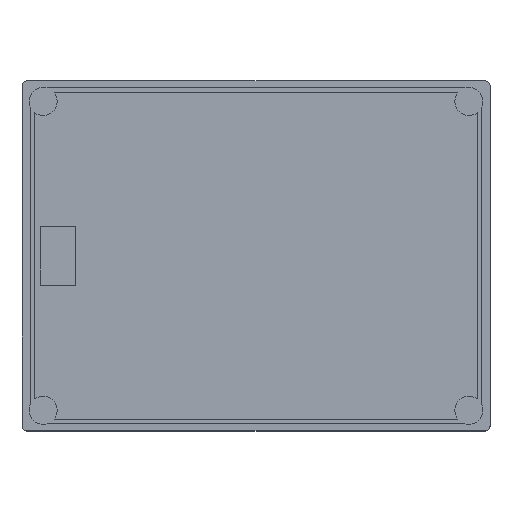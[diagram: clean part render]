
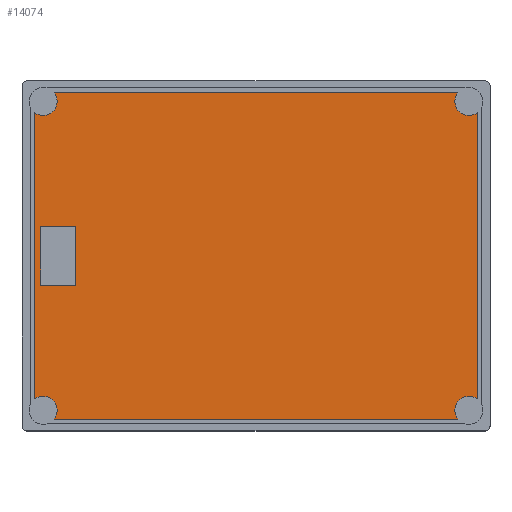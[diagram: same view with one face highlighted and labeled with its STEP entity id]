
A CAD part, top view. The second image highlights one B-rep face of the part: STEP entity #14074.
In plain terms, the highlighted planar face has unit normal (0, 0, 1).
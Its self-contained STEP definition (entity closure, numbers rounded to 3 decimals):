
#12873=CARTESIAN_POINT('',(91.,66.,5.));
#12874=DIRECTION('',(0.,0.,1.));
#12875=DIRECTION('',(-0.781,0.625,0.));
#12876=AXIS2_PLACEMENT_3D('',#12873,#12874,#12875);
#12878=CARTESIAN_POINT('',(91.,-66.,5.));
#12879=DIRECTION('',(0.,0.,-1.));
#12880=DIRECTION('',(-0.781,-0.625,0.));
#12881=AXIS2_PLACEMENT_3D('',#12878,#12879,#12880);
#12883=DIRECTION('',(-1.,0.,0.));
#12884=VECTOR('',#12883,172.633);
#12885=CARTESIAN_POINT('',(86.316,-69.75,5.));
#12886=LINE('',#12885,#12884);
#12887=CARTESIAN_POINT('',(-91.,-66.,5.));
#12888=DIRECTION('',(0.,0.,1.));
#12889=DIRECTION('',(0.781,-0.625,0.));
#12890=AXIS2_PLACEMENT_3D('',#12887,#12888,#12889);
#12892=CARTESIAN_POINT('',(-91.,66.,5.));
#12893=DIRECTION('',(0.,0.,-1.));
#12894=DIRECTION('',(0.781,0.625,0.));
#12895=AXIS2_PLACEMENT_3D('',#12892,#12893,#12894);
#12897=DIRECTION('',(0.,-1.,0.));
#12898=VECTOR('',#12897,25.);
#12899=CARTESIAN_POINT('',(-92.,12.5,5.));
#12900=LINE('',#12899,#12898);
#12901=DIRECTION('',(1.,0.,0.));
#12902=VECTOR('',#12901,15.);
#12903=CARTESIAN_POINT('',(-92.,-12.5,5.));
#12904=LINE('',#12903,#12902);
#12905=DIRECTION('',(0.,1.,0.));
#12906=VECTOR('',#12905,25.);
#12907=CARTESIAN_POINT('',(-77.,-12.5,5.));
#12908=LINE('',#12907,#12906);
#12909=DIRECTION('',(-1.,0.,0.));
#12910=VECTOR('',#12909,15.);
#12911=CARTESIAN_POINT('',(-77.,12.5,5.));
#12912=LINE('',#12911,#12910);
#12913=DIRECTION('',(-1.,0.,0.));
#12914=VECTOR('',#12913,172.633);
#12915=CARTESIAN_POINT('',(86.316,69.75,5.));
#12916=LINE('',#12915,#12914);
#12933=DIRECTION('',(0.,-1.,0.));
#12934=VECTOR('',#12933,122.253);
#12935=CARTESIAN_POINT('',(-94.5,61.127,5.));
#12936=LINE('',#12935,#12934);
#12957=DIRECTION('',(0.,1.,0.));
#12958=VECTOR('',#12957,122.253);
#12959=CARTESIAN_POINT('',(94.5,-61.127,5.));
#12960=LINE('',#12959,#12958);
#13193=CARTESIAN_POINT('',(-86.316,69.75,5.));
#13194=CARTESIAN_POINT('',(-94.5,61.127,5.));
#13195=VERTEX_POINT('',#13193);
#13196=VERTEX_POINT('',#13194);
#13209=CARTESIAN_POINT('',(-86.316,-69.75,5.));
#13210=CARTESIAN_POINT('',(-94.5,-61.127,5.));
#13211=VERTEX_POINT('',#13209);
#13212=VERTEX_POINT('',#13210);
#13225=CARTESIAN_POINT('',(86.316,-69.75,5.));
#13226=CARTESIAN_POINT('',(94.5,-61.127,5.));
#13227=VERTEX_POINT('',#13225);
#13228=VERTEX_POINT('',#13226);
#13241=CARTESIAN_POINT('',(86.316,69.75,5.));
#13242=CARTESIAN_POINT('',(94.5,61.127,5.));
#13243=VERTEX_POINT('',#13241);
#13244=VERTEX_POINT('',#13242);
#13257=CARTESIAN_POINT('',(-92.,12.5,5.));
#13258=CARTESIAN_POINT('',(-92.,-12.5,5.));
#13259=VERTEX_POINT('',#13257);
#13260=VERTEX_POINT('',#13258);
#13261=CARTESIAN_POINT('',(-77.,-12.5,5.));
#13262=VERTEX_POINT('',#13261);
#13263=CARTESIAN_POINT('',(-77.,12.5,5.));
#13264=VERTEX_POINT('',#13263);
#14042=CARTESIAN_POINT('',(0.,0.,5.));
#14043=DIRECTION('',(0.,0.,-1.));
#14044=DIRECTION('',(1.,0.,0.));
#14045=AXIS2_PLACEMENT_3D('',#14042,#14043,#14044);
#14046=PLANE('',#14045);
#14048=ORIENTED_EDGE('',*,*,#14047,.F.);
#14050=ORIENTED_EDGE('',*,*,#14049,.T.);
#14052=ORIENTED_EDGE('',*,*,#14051,.F.);
#14054=ORIENTED_EDGE('',*,*,#14053,.F.);
#14055=ORIENTED_EDGE('',*,*,#14032,.T.);
#14057=ORIENTED_EDGE('',*,*,#14056,.T.);
#14059=ORIENTED_EDGE('',*,*,#14058,.F.);
#14061=ORIENTED_EDGE('',*,*,#14060,.F.);
#14062=EDGE_LOOP('',(#14048,#14050,#14052,#14054,#14055,#14057,#14059,#14061));
#14063=FACE_OUTER_BOUND('',#14062,.F.);
#14065=ORIENTED_EDGE('',*,*,#14064,.T.);
#14067=ORIENTED_EDGE('',*,*,#14066,.T.);
#14069=ORIENTED_EDGE('',*,*,#14068,.T.);
#14071=ORIENTED_EDGE('',*,*,#14070,.T.);
#14072=EDGE_LOOP('',(#14065,#14067,#14069,#14071));
#14073=FACE_BOUND('',#14072,.F.);
#14074=ADVANCED_FACE('',(#14063,#14073),#14046,.F.);
#12877=CIRCLE('',#12876,6.);
#12882=CIRCLE('',#12881,6.);
#12891=CIRCLE('',#12890,6.);
#12896=CIRCLE('',#12895,6.);
#14032=EDGE_CURVE('',#13227,#13211,#12886,.T.);
#14047=EDGE_CURVE('',#13243,#13195,#12916,.T.);
#14049=EDGE_CURVE('',#13243,#13244,#12877,.T.);
#14051=EDGE_CURVE('',#13228,#13244,#12960,.T.);
#14053=EDGE_CURVE('',#13227,#13228,#12882,.T.);
#14056=EDGE_CURVE('',#13211,#13212,#12891,.T.);
#14058=EDGE_CURVE('',#13196,#13212,#12936,.T.);
#14060=EDGE_CURVE('',#13195,#13196,#12896,.T.);
#14064=EDGE_CURVE('',#13259,#13260,#12900,.T.);
#14066=EDGE_CURVE('',#13260,#13262,#12904,.T.);
#14068=EDGE_CURVE('',#13262,#13264,#12908,.T.);
#14070=EDGE_CURVE('',#13264,#13259,#12912,.T.);
